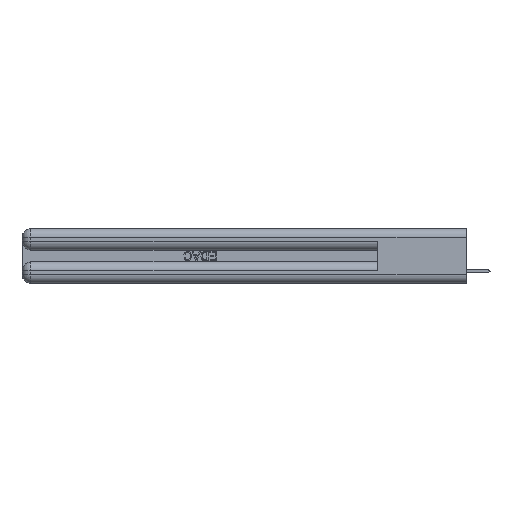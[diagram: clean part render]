
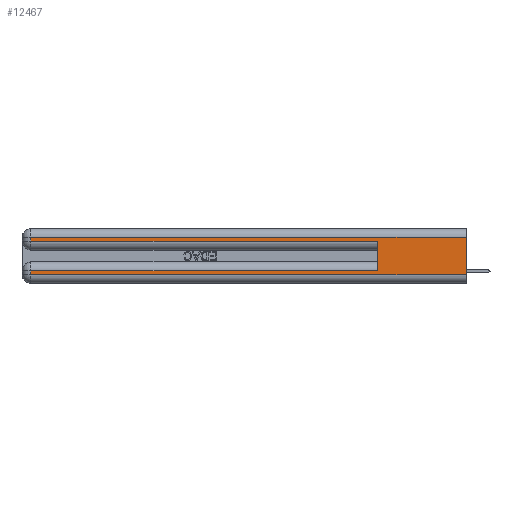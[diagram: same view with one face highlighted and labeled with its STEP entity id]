
A CAD part, left-side view. The second image highlights one B-rep face of the part: STEP entity #12467.
In plain terms, the highlighted planar face has unit normal (-1, 0, 0).
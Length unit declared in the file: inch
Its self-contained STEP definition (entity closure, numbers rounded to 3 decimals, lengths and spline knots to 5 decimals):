
#997 = VECTOR ( 'NONE', #33157, 39.37008 ) ;
#1712 = CARTESIAN_POINT ( 'NONE',  ( 0., 0., 0.31 ) ) ;
#4145 = CARTESIAN_POINT ( 'NONE',  ( 0., 2.94, 0.085 ) ) ;
#4676 = VERTEX_POINT ( 'NONE', #4145 ) ;
#5995 = CARTESIAN_POINT ( 'NONE',  ( 0., 0.6, 0.285 ) ) ;
#6038 = DIRECTION ( 'NONE',  ( 0., -1., 0. ) ) ;
#6817 = ORIENTED_EDGE ( 'NONE', *, *, #26186, .T. ) ;
#7207 = EDGE_CURVE ( 'NONE', #24435, #12179, #20600, .T. ) ;
#7585 = VECTOR ( 'NONE', #36667, 39.37008 ) ;
#10017 = CARTESIAN_POINT ( 'NONE',  ( 0., 2.94, 0.37 ) ) ;
#10327 = LINE ( 'NONE', #22784, #13313 ) ;
#10634 = CARTESIAN_POINT ( 'NONE',  ( 0., 0.6, 0.145 ) ) ;
#11244 = ORIENTED_EDGE ( 'NONE', *, *, #7207, .T. ) ;
#11392 = CARTESIAN_POINT ( 'NONE',  ( 0., 0.6, 0.085 ) ) ;
#12116 = ORIENTED_EDGE ( 'NONE', *, *, #41452, .F. ) ;
#12179 = VERTEX_POINT ( 'NONE', #28593 ) ;
#12467 = ADVANCED_FACE ( 'NONE', ( #20025 ), #24518, .F. ) ;
#12543 = ORIENTED_EDGE ( 'NONE', *, *, #21772, .T. ) ;
#12560 = VERTEX_POINT ( 'NONE', #11392 ) ;
#12742 = VERTEX_POINT ( 'NONE', #5995 ) ;
#13313 = VECTOR ( 'NONE', #32506, 39.37008 ) ;
#13518 = DIRECTION ( 'NONE',  ( 0., 0., -1. ) ) ;
#14022 = DIRECTION ( 'NONE',  ( 0., -1., 0. ) ) ;
#14231 = DIRECTION ( 'NONE',  ( 0., 1., 0. ) ) ;
#14752 = ORIENTED_EDGE ( 'NONE', *, *, #16395, .T. ) ;
#16164 = LINE ( 'NONE', #30595, #27798 ) ;
#16395 = EDGE_CURVE ( 'NONE', #17997, #24612, #25346, .T. ) ;
#16645 = EDGE_CURVE ( 'NONE', #12560, #12742, #23229, .T. ) ;
#17658 = DIRECTION ( 'NONE',  ( 1., 0., 0. ) ) ;
#17997 = VERTEX_POINT ( 'NONE', #25812 ) ;
#18452 = LINE ( 'NONE', #25377, #39550 ) ;
#19214 = LINE ( 'NONE', #33501, #40889 ) ;
#20025 = FACE_OUTER_BOUND ( 'NONE', #34123, .T. ) ;
#20600 = LINE ( 'NONE', #39151, #21647 ) ;
#20845 = DIRECTION ( 'NONE',  ( 0., 0., -1. ) ) ;
#21399 = ORIENTED_EDGE ( 'NONE', *, *, #16645, .F. ) ;
#21647 = VECTOR ( 'NONE', #14022, 39.37008 ) ;
#21772 = EDGE_CURVE ( 'NONE', #24612, #12742, #18452, .T. ) ;
#22784 = CARTESIAN_POINT ( 'NONE',  ( 0., 0., 0.085 ) ) ;
#23083 = VERTEX_POINT ( 'NONE', #1712 ) ;
#23229 = LINE ( 'NONE', #10634, #997 ) ;
#23273 = EDGE_CURVE ( 'NONE', #12560, #4676, #10327, .T. ) ;
#24435 = VERTEX_POINT ( 'NONE', #33385 ) ;
#24518 = PLANE ( 'NONE',  #28982 ) ;
#24612 = VERTEX_POINT ( 'NONE', #28146 ) ;
#25346 = LINE ( 'NONE', #29777, #7585 ) ;
#25377 = CARTESIAN_POINT ( 'NONE',  ( 0., 0., 0.285 ) ) ;
#25674 = EDGE_CURVE ( 'NONE', #23083, #17997, #19214, .T. ) ;
#25812 = CARTESIAN_POINT ( 'NONE',  ( 0., 2.94, 0.31 ) ) ;
#26186 = EDGE_CURVE ( 'NONE', #4676, #24435, #39253, .T. ) ;
#27798 = VECTOR ( 'NONE', #40037, 39.37008 ) ;
#28146 = CARTESIAN_POINT ( 'NONE',  ( 0., 2.94, 0.285 ) ) ;
#28239 = VECTOR ( 'NONE', #13518, 39.37008 ) ;
#28527 = ORIENTED_EDGE ( 'NONE', *, *, #25674, .T. ) ;
#28593 = CARTESIAN_POINT ( 'NONE',  ( 0., 0., 0.06 ) ) ;
#28982 = AXIS2_PLACEMENT_3D ( 'NONE', #37373, #17658, #20845 ) ;
#29777 = CARTESIAN_POINT ( 'NONE',  ( 0., 2.94, 0.37 ) ) ;
#30595 = CARTESIAN_POINT ( 'NONE',  ( 0., 0., 0.37 ) ) ;
#31529 = ORIENTED_EDGE ( 'NONE', *, *, #23273, .T. ) ;
#32506 = DIRECTION ( 'NONE',  ( 0., 1., 0. ) ) ;
#33157 = DIRECTION ( 'NONE',  ( 0., 0., 1. ) ) ;
#33385 = CARTESIAN_POINT ( 'NONE',  ( 0., 2.94, 0.06 ) ) ;
#33501 = CARTESIAN_POINT ( 'NONE',  ( 0., 0., 0.31 ) ) ;
#34123 = EDGE_LOOP ( 'NONE', ( #12116, #28527, #14752, #12543, #21399, #31529, #6817, #11244 ) ) ;
#36667 = DIRECTION ( 'NONE',  ( 0., 0., -1. ) ) ;
#37373 = CARTESIAN_POINT ( 'NONE',  ( 0., 0., 0.37 ) ) ;
#39151 = CARTESIAN_POINT ( 'NONE',  ( 0., 0., 0.06 ) ) ;
#39253 = LINE ( 'NONE', #10017, #28239 ) ;
#39550 = VECTOR ( 'NONE', #6038, 39.37008 ) ;
#40037 = DIRECTION ( 'NONE',  ( 0., 0., -1. ) ) ;
#40889 = VECTOR ( 'NONE', #14231, 39.37008 ) ;
#41452 = EDGE_CURVE ( 'NONE', #23083, #12179, #16164, .T. ) ;
